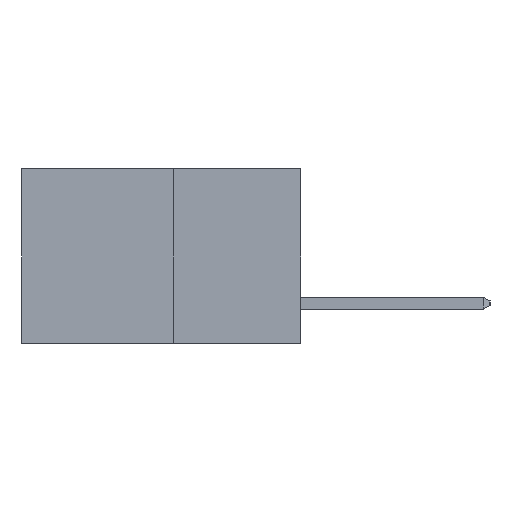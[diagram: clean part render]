
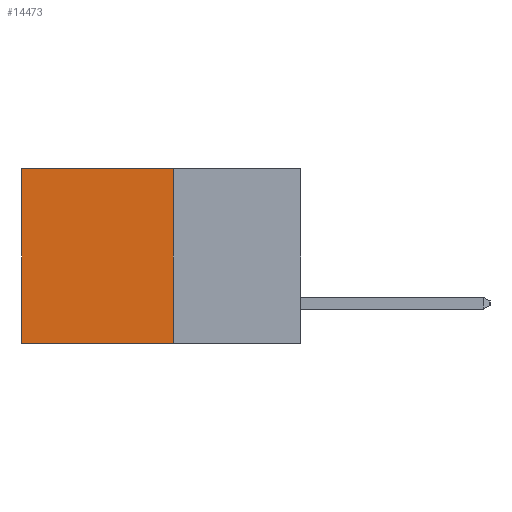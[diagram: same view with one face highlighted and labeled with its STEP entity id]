
A CAD part, left-side view. The second image highlights one B-rep face of the part: STEP entity #14473.
In plain terms, the highlighted planar face has unit normal (-1, 0, 0).
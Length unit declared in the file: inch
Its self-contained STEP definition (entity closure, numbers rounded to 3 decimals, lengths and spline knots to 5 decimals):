
#1004 = ORIENTED_EDGE ( 'NONE', *, *, #1634, .F. ) ;
#1074 = DIRECTION ( 'NONE',  ( 1., 0., 0. ) ) ;
#1634 = EDGE_CURVE ( 'NONE', #9919, #23641, #11570, .T. ) ;
#2743 = ORIENTED_EDGE ( 'NONE', *, *, #18412, .T. ) ;
#4339 = CARTESIAN_POINT ( 'NONE',  ( 0.277, 0.59, -0.37 ) ) ;
#5013 = DIRECTION ( 'NONE',  ( 0., 0., -1. ) ) ;
#5762 = CARTESIAN_POINT ( 'NONE',  ( 0.277, 0.27, -0.37 ) ) ;
#6148 = CARTESIAN_POINT ( 'NONE',  ( 0.277, 0.27, 0. ) ) ;
#6659 = CARTESIAN_POINT ( 'NONE',  ( 0.277, 0.27, -0.37 ) ) ;
#6691 = DIRECTION ( 'NONE',  ( 0., 0., -1. ) ) ;
#8154 = VECTOR ( 'NONE', #17226, 39.37008 ) ;
#8490 = DIRECTION ( 'NONE',  ( 0., 1., 0. ) ) ;
#9397 = CARTESIAN_POINT ( 'NONE',  ( 0.277, 0.27, -0.37 ) ) ;
#9919 = VERTEX_POINT ( 'NONE', #27015 ) ;
#10169 = EDGE_CURVE ( 'NONE', #23641, #28600, #20500, .T. ) ;
#11570 = LINE ( 'NONE', #9397, #17745 ) ;
#13001 = FACE_OUTER_BOUND ( 'NONE', #20912, .T. ) ;
#14473 = ADVANCED_FACE ( 'NONE', ( #13001 ), #28863, .F. ) ;
#14886 = CARTESIAN_POINT ( 'NONE',  ( 0.277, 0.27, -0.37 ) ) ;
#17226 = DIRECTION ( 'NONE',  ( 0., 1., 0. ) ) ;
#17449 = DIRECTION ( 'NONE',  ( 0., 0., -1. ) ) ;
#17745 = VECTOR ( 'NONE', #5013, 39.37008 ) ;
#18412 = EDGE_CURVE ( 'NONE', #9919, #20113, #27001, .T. ) ;
#19391 = ORIENTED_EDGE ( 'NONE', *, *, #21516, .T. ) ;
#20113 = VERTEX_POINT ( 'NONE', #28861 ) ;
#20500 = LINE ( 'NONE', #14886, #8154 ) ;
#20563 = AXIS2_PLACEMENT_3D ( 'NONE', #5762, #1074, #17449 ) ;
#20912 = EDGE_LOOP ( 'NONE', ( #19391, #25672, #1004, #2743 ) ) ;
#20917 = VECTOR ( 'NONE', #8490, 39.37008 ) ;
#21516 = EDGE_CURVE ( 'NONE', #20113, #28600, #26438, .T. ) ;
#23641 = VERTEX_POINT ( 'NONE', #6659 ) ;
#25672 = ORIENTED_EDGE ( 'NONE', *, *, #10169, .F. ) ;
#25725 = VECTOR ( 'NONE', #6691, 39.37008 ) ;
#26438 = LINE ( 'NONE', #4339, #25725 ) ;
#26924 = CARTESIAN_POINT ( 'NONE',  ( 0.277, 0.59, -0.37 ) ) ;
#27001 = LINE ( 'NONE', #6148, #20917 ) ;
#27015 = CARTESIAN_POINT ( 'NONE',  ( 0.277, 0.27, 0. ) ) ;
#28600 = VERTEX_POINT ( 'NONE', #26924 ) ;
#28861 = CARTESIAN_POINT ( 'NONE',  ( 0.277, 0.59, 0. ) ) ;
#28863 = PLANE ( 'NONE',  #20563 ) ;
